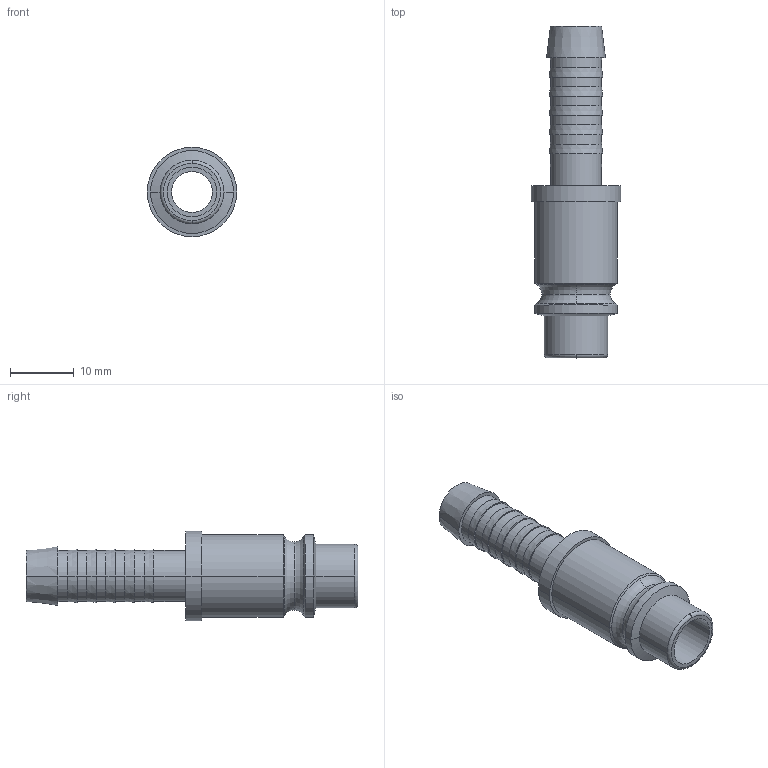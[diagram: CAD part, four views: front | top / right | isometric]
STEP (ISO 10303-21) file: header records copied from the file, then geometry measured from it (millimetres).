
FILE_DESCRIPTION(('STEP AP214'),'1');
FILE_NAME('esac_8_ss.stp','2020-03-05T09:33:20',('TraceParts'),('TraceParts S.A.'),'Spatial InterOp 3D',' ',' ');
FILE_SCHEMA(('automotive_design'));
Length unit declared in the file: millimetre
Products named in the file (1): 1
Bounding box: 14 x 52 x 14 mm (x, y, z)
Volume: 2395.8 mm3; surface area: 3133.2 mm2
Topology: 1 solids, 1 shells, 59 faces, 125 edges, 77 vertices
Faces by surface type: cylinder 24, cone 18, plane 11, torus 6
Entity records: 2102 total; most frequent: DIRECTION 328, CARTESIAN_POINT 262, ORIENTED_EDGE 250, AXIS2_PLACEMENT_3D 143, EDGE_CURVE 125, CIRCLE 83, VERTEX_POINT 77, EDGE_LOOP 70
